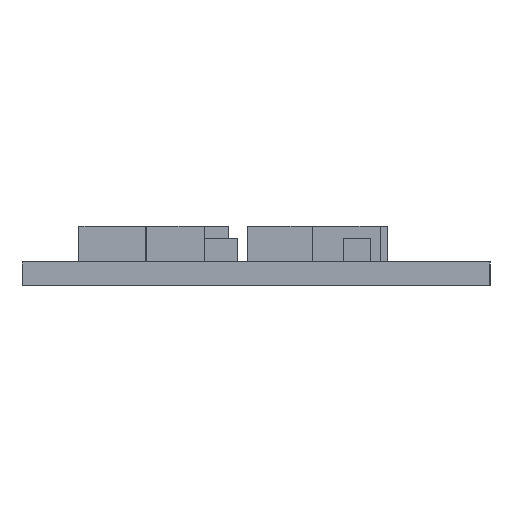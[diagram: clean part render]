
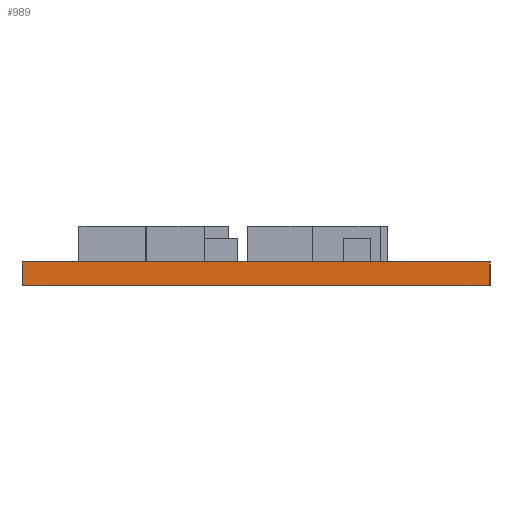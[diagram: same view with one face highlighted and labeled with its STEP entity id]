
A CAD part, left-side view. The second image highlights one B-rep face of the part: STEP entity #989.
In plain terms, the highlighted free-form (B-spline) face has degree [1, 1] with [2, 2] control points.
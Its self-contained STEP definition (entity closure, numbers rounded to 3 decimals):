
#904 = VERTEX_POINT('',#905);
#905 = CARTESIAN_POINT('',(0.,22.149,0.));
#910 = EDGE_CURVE('',#904,#911,#913,.T.);
#911 = VERTEX_POINT('',#912);
#912 = CARTESIAN_POINT('',(0.,22.149,1.127));
#913 = B_SPLINE_CURVE_WITH_KNOTS('',1,(#914,#915),.UNSPECIFIED.,.F.,.F.,
  (2,2),(0.,1.),.PIECEWISE_BEZIER_KNOTS.);
#914 = CARTESIAN_POINT('',(0.,22.149,0.));
#915 = CARTESIAN_POINT('',(0.,22.149,1.127));
#966 = VERTEX_POINT('',#967);
#967 = CARTESIAN_POINT('',(0.,0.,0.));
#974 = VERTEX_POINT('',#975);
#975 = CARTESIAN_POINT('',(0.,0.,1.127));
#980 = EDGE_CURVE('',#966,#974,#981,.T.);
#981 = B_SPLINE_CURVE_WITH_KNOTS('',1,(#982,#983),.UNSPECIFIED.,.F.,.F.,
  (2,2),(0.,1.),.PIECEWISE_BEZIER_KNOTS.);
#982 = CARTESIAN_POINT('',(0.,0.,0.));
#983 = CARTESIAN_POINT('',(0.,0.,1.127));
#989 = ADVANCED_FACE('',(#990),#1004,.T.);
#990 = FACE_BOUND('',#991,.T.);
#991 = EDGE_LOOP('',(#992,#997,#998,#1003));
#992 = ORIENTED_EDGE('',*,*,#993,.T.);
#993 = EDGE_CURVE('',#904,#966,#994,.T.);
#994 = B_SPLINE_CURVE_WITH_KNOTS('',1,(#995,#996),.UNSPECIFIED.,.F.,.F.,
  (2,2),(0.,19.659),.PIECEWISE_BEZIER_KNOTS.);
#995 = CARTESIAN_POINT('',(0.,22.149,0.));
#996 = CARTESIAN_POINT('',(0.,0.,0.));
#997 = ORIENTED_EDGE('',*,*,#980,.T.);
#998 = ORIENTED_EDGE('',*,*,#999,.F.);
#999 = EDGE_CURVE('',#911,#974,#1000,.T.);
#1000 = B_SPLINE_CURVE_WITH_KNOTS('',1,(#1001,#1002),.UNSPECIFIED.,.F.,
  .F.,(2,2),(0.,19.659),.PIECEWISE_BEZIER_KNOTS.);
#1001 = CARTESIAN_POINT('',(0.,22.149,1.127));
#1002 = CARTESIAN_POINT('',(0.,0.,1.127));
#1003 = ORIENTED_EDGE('',*,*,#910,.F.);
#1004 = B_SPLINE_SURFACE_WITH_KNOTS('',1,1,(
    (#1005,#1006)
    ,(#1007,#1008
    )),.UNSPECIFIED.,.F.,.F.,.F.,(2,2),(2,2),(0.,19.659),(0.,1.
    ),.PIECEWISE_BEZIER_KNOTS.);
#1005 = CARTESIAN_POINT('',(0.,22.149,0.));
#1006 = CARTESIAN_POINT('',(0.,22.149,1.127));
#1007 = CARTESIAN_POINT('',(0.,0.,0.));
#1008 = CARTESIAN_POINT('',(0.,0.,1.127));
